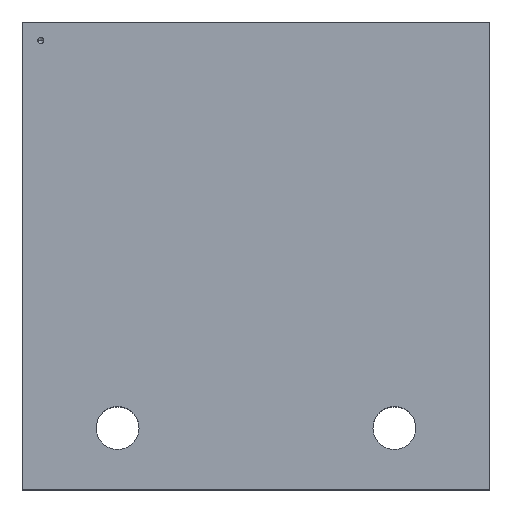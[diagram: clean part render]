
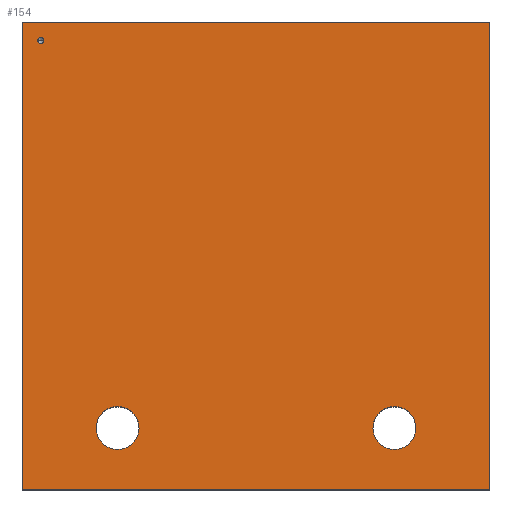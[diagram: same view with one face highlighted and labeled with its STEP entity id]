
A CAD part, top view. The second image highlights one B-rep face of the part: STEP entity #154.
In plain terms, the highlighted planar face has unit normal (0, 0, 1).
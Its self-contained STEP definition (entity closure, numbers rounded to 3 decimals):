
#10 = EDGE_CURVE ( 'NONE', #993, #1008, #1718, .T. ) ;
#13 = CARTESIAN_POINT ( 'NONE',  ( -38., -38., 40. ) ) ;
#18 = VERTEX_POINT ( 'NONE', #1672 ) ;
#69 = DIRECTION ( 'NONE',  ( 1., 0., 0. ) ) ;
#79 = VERTEX_POINT ( 'NONE', #1146 ) ;
#88 = PLANE ( 'NONE',  #1316 ) ;
#101 = ORIENTED_EDGE ( 'NONE', *, *, #1018, .T. ) ;
#102 = FACE_OUTER_BOUND ( 'NONE', #1103, .T. ) ;
#109 = CARTESIAN_POINT ( 'NONE',  ( -38., 38., 40. ) ) ;
#154 = ADVANCED_FACE ( 'NONE', ( #231, #493, #1007, #102 ), #88, .T. ) ;
#179 = CARTESIAN_POINT ( 'NONE',  ( 22.5, -28., 40. ) ) ;
#194 = VECTOR ( 'NONE', #2041, 1000. ) ;
#213 = DIRECTION ( 'NONE',  ( 0., 0., 1. ) ) ;
#217 = CARTESIAN_POINT ( 'NONE',  ( -26., -28., 40. ) ) ;
#231 = FACE_BOUND ( 'NONE', #1457, .T. ) ;
#243 = DIRECTION ( 'NONE',  ( 0., 0., 1. ) ) ;
#250 = DIRECTION ( 'NONE',  ( 1., 0., 0. ) ) ;
#253 = AXIS2_PLACEMENT_3D ( 'NONE', #1037, #360, #1333 ) ;
#271 = VECTOR ( 'NONE', #1013, 1000. ) ;
#288 = EDGE_CURVE ( 'NONE', #634, #1032, #570, .T. ) ;
#360 = DIRECTION ( 'NONE',  ( 0., 0., 1. ) ) ;
#396 = LINE ( 'NONE', #1048, #194 ) ;
#401 = EDGE_CURVE ( 'NONE', #1848, #1290, #1661, .T. ) ;
#409 = CIRCLE ( 'NONE', #253, 3.5 ) ;
#444 = CARTESIAN_POINT ( 'NONE',  ( -22.5, -28., 40. ) ) ;
#489 = AXIS2_PLACEMENT_3D ( 'NONE', #179, #988, #1628 ) ;
#493 = FACE_BOUND ( 'NONE', #1912, .T. ) ;
#552 = AXIS2_PLACEMENT_3D ( 'NONE', #837, #213, #1815 ) ;
#570 = LINE ( 'NONE', #109, #1724 ) ;
#584 = AXIS2_PLACEMENT_3D ( 'NONE', #1655, #673, #1835 ) ;
#591 = EDGE_LOOP ( 'NONE', ( #979, #689 ) ) ;
#612 = ORIENTED_EDGE ( 'NONE', *, *, #665, .F. ) ;
#634 = VERTEX_POINT ( 'NONE', #762 ) ;
#665 = EDGE_CURVE ( 'NONE', #79, #1794, #685, .T. ) ;
#669 = AXIS2_PLACEMENT_3D ( 'NONE', #1191, #243, #250 ) ;
#673 = DIRECTION ( 'NONE',  ( 0., 0., 1. ) ) ;
#685 = CIRCLE ( 'NONE', #1195, 3.5 ) ;
#689 = ORIENTED_EDGE ( 'NONE', *, *, #839, .F. ) ;
#692 = ORIENTED_EDGE ( 'NONE', *, *, #1301, .T. ) ;
#708 = VERTEX_POINT ( 'NONE', #13 ) ;
#713 = EDGE_CURVE ( 'NONE', #18, #634, #745, .T. ) ;
#728 = CARTESIAN_POINT ( 'NONE',  ( 19., -28., 40. ) ) ;
#745 = LINE ( 'NONE', #973, #906 ) ;
#762 = CARTESIAN_POINT ( 'NONE',  ( 38., 38., 40. ) ) ;
#794 = ORIENTED_EDGE ( 'NONE', *, *, #1673, .F. ) ;
#836 = CARTESIAN_POINT ( 'NONE',  ( -38., 38., 40. ) ) ;
#837 = CARTESIAN_POINT ( 'NONE',  ( 22.5, -28., 40. ) ) ;
#839 = EDGE_CURVE ( 'NONE', #1290, #1848, #1101, .T. ) ;
#852 = ORIENTED_EDGE ( 'NONE', *, *, #10, .F. ) ;
#906 = VECTOR ( 'NONE', #1961, 1000. ) ;
#963 = DIRECTION ( 'NONE',  ( 1., 0., 0. ) ) ;
#973 = CARTESIAN_POINT ( 'NONE',  ( 38., 38., 40. ) ) ;
#979 = ORIENTED_EDGE ( 'NONE', *, *, #401, .F. ) ;
#988 = DIRECTION ( 'NONE',  ( 0., 0., 1. ) ) ;
#993 = VERTEX_POINT ( 'NONE', #728 ) ;
#1007 = FACE_BOUND ( 'NONE', #591, .T. ) ;
#1008 = VERTEX_POINT ( 'NONE', #1212 ) ;
#1013 = DIRECTION ( 'NONE',  ( 0., -1., 0. ) ) ;
#1018 = EDGE_CURVE ( 'NONE', #708, #18, #396, .T. ) ;
#1032 = VERTEX_POINT ( 'NONE', #1406 ) ;
#1037 = CARTESIAN_POINT ( 'NONE',  ( -22.5, -28., 40. ) ) ;
#1048 = CARTESIAN_POINT ( 'NONE',  ( -38., -38., 40. ) ) ;
#1101 = CIRCLE ( 'NONE', #669, 0.5 ) ;
#1103 = EDGE_LOOP ( 'NONE', ( #692, #101, #1538, #1298 ) ) ;
#1146 = CARTESIAN_POINT ( 'NONE',  ( -19., -28., 40. ) ) ;
#1190 = CIRCLE ( 'NONE', #489, 3.5 ) ;
#1191 = CARTESIAN_POINT ( 'NONE',  ( -35., 35., 40. ) ) ;
#1195 = AXIS2_PLACEMENT_3D ( 'NONE', #444, #1577, #963 ) ;
#1212 = CARTESIAN_POINT ( 'NONE',  ( 26., -28., 40. ) ) ;
#1218 = CARTESIAN_POINT ( 'NONE',  ( -38., -38., 40. ) ) ;
#1290 = VERTEX_POINT ( 'NONE', #2011 ) ;
#1298 = ORIENTED_EDGE ( 'NONE', *, *, #288, .T. ) ;
#1301 = EDGE_CURVE ( 'NONE', #1032, #708, #1469, .T. ) ;
#1316 = AXIS2_PLACEMENT_3D ( 'NONE', #1218, #1523, #69 ) ;
#1333 = DIRECTION ( 'NONE',  ( 1., 0., 0. ) ) ;
#1357 = CARTESIAN_POINT ( 'NONE',  ( -34.5, 35., 40. ) ) ;
#1406 = CARTESIAN_POINT ( 'NONE',  ( -38., 38., 40. ) ) ;
#1457 = EDGE_LOOP ( 'NONE', ( #794, #852 ) ) ;
#1469 = LINE ( 'NONE', #836, #271 ) ;
#1523 = DIRECTION ( 'NONE',  ( 0., 0., 1. ) ) ;
#1538 = ORIENTED_EDGE ( 'NONE', *, *, #713, .T. ) ;
#1577 = DIRECTION ( 'NONE',  ( 0., 0., 1. ) ) ;
#1628 = DIRECTION ( 'NONE',  ( 1., 0., 0. ) ) ;
#1632 = ORIENTED_EDGE ( 'NONE', *, *, #1832, .F. ) ;
#1655 = CARTESIAN_POINT ( 'NONE',  ( -35., 35., 40. ) ) ;
#1661 = CIRCLE ( 'NONE', #584, 0.5 ) ;
#1672 = CARTESIAN_POINT ( 'NONE',  ( 38., -38., 40. ) ) ;
#1673 = EDGE_CURVE ( 'NONE', #1008, #993, #1190, .T. ) ;
#1718 = CIRCLE ( 'NONE', #552, 3.5 ) ;
#1724 = VECTOR ( 'NONE', #1738, 1000. ) ;
#1738 = DIRECTION ( 'NONE',  ( -1., 0., 0. ) ) ;
#1794 = VERTEX_POINT ( 'NONE', #217 ) ;
#1815 = DIRECTION ( 'NONE',  ( 1., 0., 0. ) ) ;
#1832 = EDGE_CURVE ( 'NONE', #1794, #79, #409, .T. ) ;
#1835 = DIRECTION ( 'NONE',  ( 1., 0., 0. ) ) ;
#1848 = VERTEX_POINT ( 'NONE', #1357 ) ;
#1912 = EDGE_LOOP ( 'NONE', ( #612, #1632 ) ) ;
#1961 = DIRECTION ( 'NONE',  ( 0., 1., 0. ) ) ;
#2011 = CARTESIAN_POINT ( 'NONE',  ( -35.5, 35., 40. ) ) ;
#2041 = DIRECTION ( 'NONE',  ( 1., 0., 0. ) ) ;
